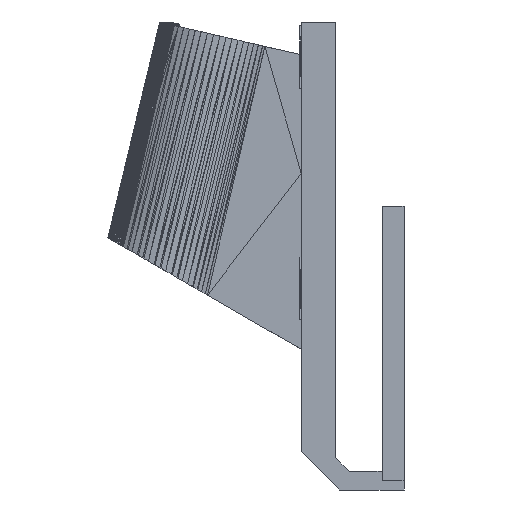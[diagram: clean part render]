
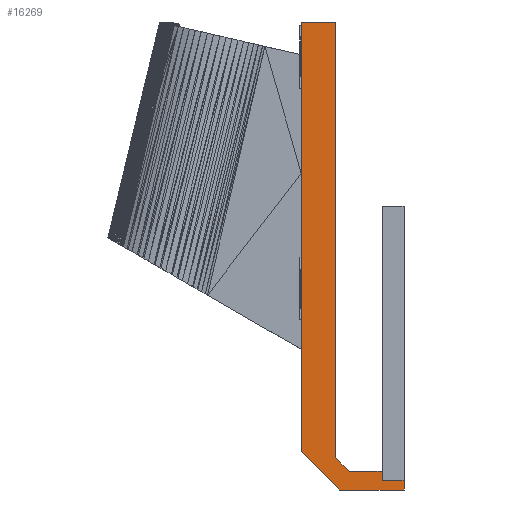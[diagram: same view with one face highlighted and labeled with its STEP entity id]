
A CAD part, front view. The second image highlights one B-rep face of the part: STEP entity #16269.
In plain terms, the highlighted planar face has unit normal (0, -1, 0).
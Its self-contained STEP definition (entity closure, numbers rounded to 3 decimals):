
#1358=PLANE('',#17631);
#2704=FACE_OUTER_BOUND('',#4051,.T.);
#4051=EDGE_LOOP('',(#14907,#14908,#14909,#14910,#14911,#14912,#14913,#14914,
#14915,#14916));
#4377=LINE('',#23030,#6411);
#4618=LINE('',#23522,#6652);
#4625=LINE('',#23537,#6659);
#4633=LINE('',#23552,#6667);
#4718=LINE('',#23719,#6752);
#4875=LINE('',#24025,#6909);
#5084=LINE('',#24430,#7118);
#5533=LINE('',#25304,#7567);
#5536=LINE('',#25309,#7570);
#6087=LINE('',#26439,#8121);
#6411=VECTOR('',#18263,10.);
#6652=VECTOR('',#18744,10.);
#6659=VECTOR('',#18757,10.);
#6667=VECTOR('',#18769,10.);
#6752=VECTOR('',#18926,10.);
#6909=VECTOR('',#19271,10.);
#7118=VECTOR('',#19716,10.);
#7567=VECTOR('',#20787,10.);
#7570=VECTOR('',#20794,10.);
#8121=VECTOR('',#22361,10.);
#8310=VERTEX_POINT('',#23028);
#8311=VERTEX_POINT('',#23029);
#8441=VERTEX_POINT('',#23519);
#8442=VERTEX_POINT('',#23521);
#8447=VERTEX_POINT('',#23536);
#8452=VERTEX_POINT('',#23550);
#8480=VERTEX_POINT('',#23633);
#8498=VERTEX_POINT('',#23717);
#8553=VERTEX_POINT('',#24023);
#8745=VERTEX_POINT('',#25303);
#9142=EDGE_CURVE('',#8310,#8311,#4377,.T.);
#9383=EDGE_CURVE('',#8441,#8442,#4618,.T.);
#9390=EDGE_CURVE('',#8447,#8442,#4625,.F.);
#9398=EDGE_CURVE('',#8441,#8452,#4633,.T.);
#9483=EDGE_CURVE('',#8498,#8452,#4718,.T.);
#9640=EDGE_CURVE('',#8553,#8310,#4875,.T.);
#9849=EDGE_CURVE('',#8480,#8311,#5084,.T.);
#10298=EDGE_CURVE('',#8745,#8447,#5533,.F.);
#10301=EDGE_CURVE('',#8480,#8498,#5536,.T.);
#10852=EDGE_CURVE('',#8553,#8745,#6087,.T.);
#14907=ORIENTED_EDGE('',*,*,#10852,.T.);
#14908=ORIENTED_EDGE('',*,*,#10298,.T.);
#14909=ORIENTED_EDGE('',*,*,#9390,.T.);
#14910=ORIENTED_EDGE('',*,*,#9383,.F.);
#14911=ORIENTED_EDGE('',*,*,#9398,.T.);
#14912=ORIENTED_EDGE('',*,*,#9483,.F.);
#14913=ORIENTED_EDGE('',*,*,#10301,.F.);
#14914=ORIENTED_EDGE('',*,*,#9849,.T.);
#14915=ORIENTED_EDGE('',*,*,#9142,.F.);
#14916=ORIENTED_EDGE('',*,*,#9640,.F.);
#16269=ADVANCED_FACE('',(#2704),#1358,.T.);
#17631=AXIS2_PLACEMENT_3D('',#26438,#22359,#22360);
#18263=DIRECTION('',(1.,0.,0.));
#18744=DIRECTION('',(1.,0.,0.));
#18757=DIRECTION('',(0.,0.,-1.));
#18769=DIRECTION('',(0.,0.,1.));
#18926=DIRECTION('',(1.,0.,0.));
#19271=DIRECTION('',(0.,0.,1.));
#19716=DIRECTION('',(0.,0.,1.));
#20787=DIRECTION('',(-1.,0.,0.));
#20794=DIRECTION('',(0.707,0.,-0.707));
#22359=DIRECTION('center_axis',(0.,-1.,0.));
#22360=DIRECTION('ref_axis',(0.,0.,-1.));
#22361=DIRECTION('',(0.707,0.,-0.707));
#23028=CARTESIAN_POINT('',(-587.891,-639.99,670.82));
#23029=CARTESIAN_POINT('',(-537.891,-639.99,670.82));
#23030=CARTESIAN_POINT('',(-587.891,-639.99,670.82));
#23519=CARTESIAN_POINT('',(-470.,-639.99,2.));
#23521=CARTESIAN_POINT('',(-438.,-639.99,2.));
#23522=CARTESIAN_POINT('',(-420.,-639.99,2.));
#23536=CARTESIAN_POINT('',(-438.,-639.99,-12.));
#23537=CARTESIAN_POINT('',(-438.,-639.99,23.175));
#23550=CARTESIAN_POINT('',(-470.,-639.99,15.));
#23552=CARTESIAN_POINT('',(-470.,-639.99,23.175));
#23633=CARTESIAN_POINT('',(-537.891,-639.99,35.15));
#23717=CARTESIAN_POINT('',(-517.74,-639.99,15.));
#23719=CARTESIAN_POINT('',(-517.74,-639.99,15.));
#24023=CARTESIAN_POINT('',(-587.891,-639.99,44.349));
#24025=CARTESIAN_POINT('',(-587.891,-639.99,44.349));
#24430=CARTESIAN_POINT('',(-537.891,-639.99,35.15));
#25303=CARTESIAN_POINT('',(-531.545,-639.99,-12.));
#25304=CARTESIAN_POINT('',(-530.642,-639.99,-12.));
#25309=CARTESIAN_POINT('',(-537.891,-639.99,35.15));
#26438=CARTESIAN_POINT('Origin',(-587.891,-639.99,44.349));
#26439=CARTESIAN_POINT('',(-587.891,-639.99,44.349));
